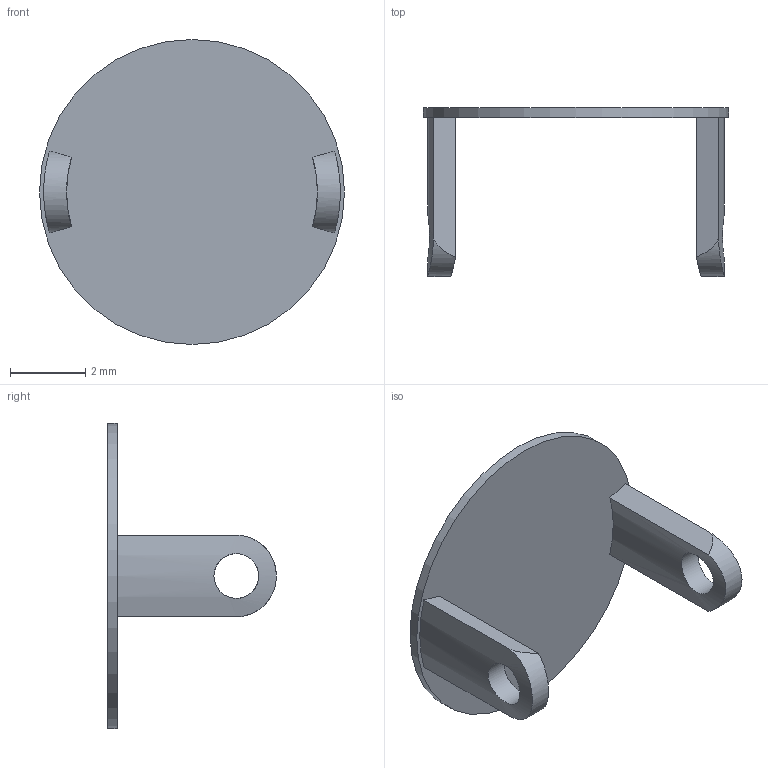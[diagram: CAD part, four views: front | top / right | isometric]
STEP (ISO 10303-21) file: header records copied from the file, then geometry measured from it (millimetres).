
FILE_DESCRIPTION(/* description */ ('SB4011 Series - 3 Amp Momentary Pushbuttons -trmnls-'),/* implementation_level */ '2;1');
FILE_NAME(/* name */ 'SB4011NO-trmnls.ipt.step',/* time_stamp */ '2014-01-07T11:07:36-08:00',/* author */ ('Cadenas PARTsolutions'),/* organization */ ('NKKSWITCHES'),/* preprocessor_version */ 'ST-DEVELOPER v15.2',/* originating_system */ 'Autodesk Inventor 2014',/* authorisation */ '');
FILE_SCHEMA (('AUTOMOTIVE_DESIGN { 1 0 10303 214 3 1 1 }'));
Length unit declared in the file: inch
Products named in the file (1): SB4011NO-trmnls
Bounding box: 8.13 x 4.5 x 8.13 mm (x, y, z)
Volume: 21.9 mm3; surface area: 152.8 mm2
Topology: 1 solids, 1 shells, 15 faces, 37 edges, 26 vertices
Faces by surface type: cylinder 9, plane 6
Full cylindrical faces by diameter (mm): 1.194 x2, 8.128 x1
Entity records: 641 total; most frequent: CARTESIAN_POINT 272, ORIENTED_EDGE 68, DIRECTION 64, EDGE_CURVE 34, VERTEX_POINT 26, AXIS2_PLACEMENT_3D 26, EDGE_LOOP 24, ADVANCED_FACE 15
